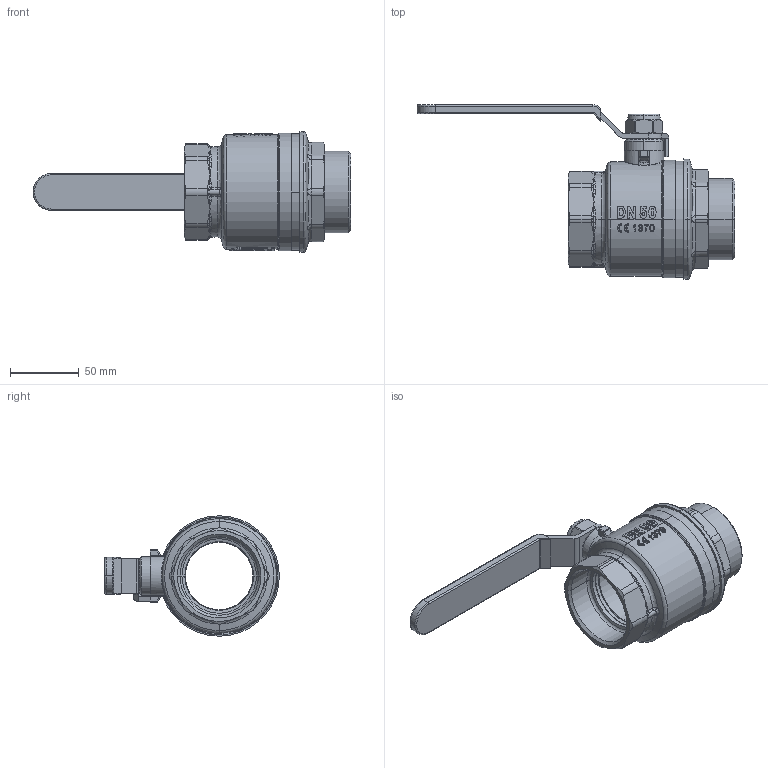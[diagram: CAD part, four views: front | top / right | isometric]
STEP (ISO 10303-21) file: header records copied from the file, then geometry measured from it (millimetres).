
FILE_DESCRIPTION (( 'STEP AP203' ), '1' );
FILE_NAME ('0812N409-surface.step', '2011-09-02T07:55:22', ( ' ' ), ( '' ), 'SwSTEP 2.0', 'SolidWorks 2011', '' );
FILE_SCHEMA (( 'CONFIG_CONTROL_DESIGN' ));
Length unit declared in the file: millimetre
Products named in the file (1): 0812N409-surface
Bounding box: 231.12 x 127.11 x 87.58 mm (x, y, z)
Surface area: 74263.8 mm2 (no closed solid volume)
Topology: 0 solids, 21 shells, 639 faces, 2055 edges, 1357 vertices
Faces by surface type: plane 239, bspline 159, cylinder 132, cone 57, torus 46, sphere 6
Entity records: 28550 total; most frequent: CARTESIAN_POINT 12902, ORIENTED_EDGE 3494, DIRECTION 2719, EDGE_CURVE 1996, VERTEX_POINT 1357, AXIS2_PLACEMENT_3D 951, VECTOR 817, LINE 817
